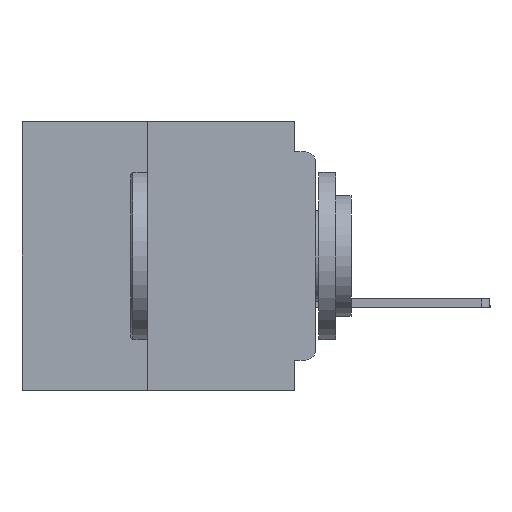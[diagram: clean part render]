
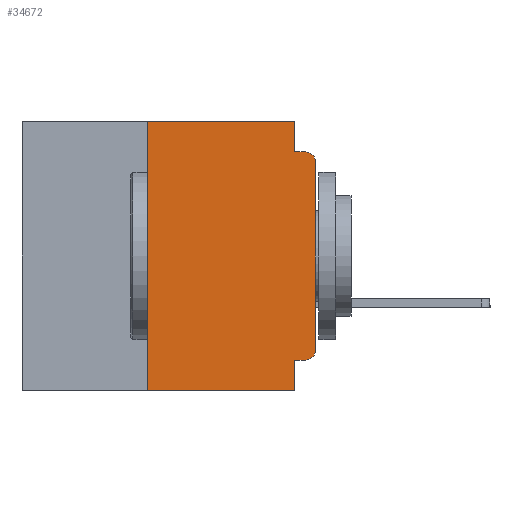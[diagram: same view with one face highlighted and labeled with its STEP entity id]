
A CAD part, left-side view. The second image highlights one B-rep face of the part: STEP entity #34672.
In plain terms, the highlighted planar face has unit normal (-1, 0, 0).
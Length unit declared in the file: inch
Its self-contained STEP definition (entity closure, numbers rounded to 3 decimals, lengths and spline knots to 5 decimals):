
#721 = ORIENTED_EDGE ( 'NONE', *, *, #2332, .T. ) ;
#1061 = AXIS2_PLACEMENT_3D ( 'NONE', #13905, #7192, #30595 ) ;
#1754 = EDGE_CURVE ( 'NONE', #28823, #37549, #29116, .T. ) ;
#2332 = EDGE_CURVE ( 'NONE', #12174, #13980, #15019, .T. ) ;
#2377 = CARTESIAN_POINT ( 'NONE',  ( 0., 0.031, 0. ) ) ;
#2686 = EDGE_LOOP ( 'NONE', ( #37834, #721, #25731, #17504, #42892, #10818, #43226, #42424, #21949, #29702 ) ) ;
#2967 = VECTOR ( 'NONE', #29268, 39.37008 ) ;
#3817 = VERTEX_POINT ( 'NONE', #33719 ) ;
#4830 = EDGE_CURVE ( 'NONE', #36410, #37549, #36017, .T. ) ;
#4837 = VECTOR ( 'NONE', #16303, 39.37008 ) ;
#6489 = EDGE_CURVE ( 'NONE', #15757, #19453, #7224, .T. ) ;
#7192 = DIRECTION ( 'NONE',  ( 1., 0., 0. ) ) ;
#7224 = CIRCLE ( 'NONE', #15381, 0.015 ) ;
#7293 = DIRECTION ( 'NONE',  ( 0., 0., 1. ) ) ;
#7342 = LINE ( 'NONE', #41009, #17476 ) ;
#10668 = LINE ( 'NONE', #40576, #37196 ) ;
#10818 = ORIENTED_EDGE ( 'NONE', *, *, #29562, .F. ) ;
#11184 = CARTESIAN_POINT ( 'NONE',  ( 0., 0., -0.06 ) ) ;
#12174 = VERTEX_POINT ( 'NONE', #11184 ) ;
#12894 = CARTESIAN_POINT ( 'NONE',  ( 0., 0., -0.355 ) ) ;
#13128 = LINE ( 'NONE', #2377, #2967 ) ;
#13475 = CARTESIAN_POINT ( 'NONE',  ( 0., 0.25, -0.4 ) ) ;
#13905 = CARTESIAN_POINT ( 'NONE',  ( 0., 0.437, 0. ) ) ;
#13980 = VERTEX_POINT ( 'NONE', #41097 ) ;
#14289 = FACE_OUTER_BOUND ( 'NONE', #2686, .T. ) ;
#14479 = VERTEX_POINT ( 'NONE', #17872 ) ;
#14808 = DIRECTION ( 'NONE',  ( -1., 0., 0. ) ) ;
#14995 = LINE ( 'NONE', #12894, #4837 ) ;
#15019 = CIRCLE ( 'NONE', #22553, 0.015 ) ;
#15123 = EDGE_CURVE ( 'NONE', #22261, #3817, #7342, .T. ) ;
#15381 = AXIS2_PLACEMENT_3D ( 'NONE', #34648, #14808, #37945 ) ;
#15510 = CARTESIAN_POINT ( 'NONE',  ( 0., 0.031, -0.4 ) ) ;
#15757 = VERTEX_POINT ( 'NONE', #28202 ) ;
#16303 = DIRECTION ( 'NONE',  ( 0., 1., 0. ) ) ;
#17476 = VECTOR ( 'NONE', #21329, 39.37008 ) ;
#17504 = ORIENTED_EDGE ( 'NONE', *, *, #35548, .F. ) ;
#17872 = CARTESIAN_POINT ( 'NONE',  ( 0., 0.031, -0.045 ) ) ;
#18475 = VECTOR ( 'NONE', #42790, 39.37008 ) ;
#19453 = VERTEX_POINT ( 'NONE', #28876 ) ;
#20320 = EDGE_CURVE ( 'NONE', #14479, #13980, #10668, .T. ) ;
#20329 = VECTOR ( 'NONE', #25747, 39.37008 ) ;
#20893 = DIRECTION ( 'NONE',  ( 0., -1., 0. ) ) ;
#21152 = DIRECTION ( 'NONE',  ( 0., 0., 1. ) ) ;
#21329 = DIRECTION ( 'NONE',  ( 0., -1., 0. ) ) ;
#21949 = ORIENTED_EDGE ( 'NONE', *, *, #28734, .F. ) ;
#22261 = VERTEX_POINT ( 'NONE', #27816 ) ;
#22553 = AXIS2_PLACEMENT_3D ( 'NONE', #23401, #22746, #22643 ) ;
#22643 = DIRECTION ( 'NONE',  ( 0., 0., -1. ) ) ;
#22746 = DIRECTION ( 'NONE',  ( -1., 0., 0. ) ) ;
#23401 = CARTESIAN_POINT ( 'NONE',  ( 0., 0.015, -0.06 ) ) ;
#24106 = CARTESIAN_POINT ( 'NONE',  ( 0., 0.25, -0.4 ) ) ;
#24164 = CARTESIAN_POINT ( 'NONE',  ( 0., 0.437, -0.4 ) ) ;
#25731 = ORIENTED_EDGE ( 'NONE', *, *, #20320, .F. ) ;
#25747 = DIRECTION ( 'NONE',  ( 0., -1., 0. ) ) ;
#27816 = CARTESIAN_POINT ( 'NONE',  ( 0., 0.25, 0. ) ) ;
#28202 = CARTESIAN_POINT ( 'NONE',  ( 0., 0.015, -0.355 ) ) ;
#28734 = EDGE_CURVE ( 'NONE', #15757, #36410, #14995, .T. ) ;
#28823 = VERTEX_POINT ( 'NONE', #13475 ) ;
#28876 = CARTESIAN_POINT ( 'NONE',  ( 0., 0., -0.34 ) ) ;
#29116 = LINE ( 'NONE', #24164, #20329 ) ;
#29268 = DIRECTION ( 'NONE',  ( 0., 0., -1. ) ) ;
#29454 = VECTOR ( 'NONE', #7293, 39.37008 ) ;
#29562 = EDGE_CURVE ( 'NONE', #28823, #22261, #40242, .T. ) ;
#29669 = LINE ( 'NONE', #34368, #36349 ) ;
#29702 = ORIENTED_EDGE ( 'NONE', *, *, #6489, .T. ) ;
#30595 = DIRECTION ( 'NONE',  ( 0., 0., -1. ) ) ;
#33719 = CARTESIAN_POINT ( 'NONE',  ( 0., 0.031, 0. ) ) ;
#34368 = CARTESIAN_POINT ( 'NONE',  ( 0., 0., 0. ) ) ;
#34648 = CARTESIAN_POINT ( 'NONE',  ( 0., 0.015, -0.34 ) ) ;
#34672 = ADVANCED_FACE ( 'NONE', ( #14289 ), #37082, .F. ) ;
#35548 = EDGE_CURVE ( 'NONE', #3817, #14479, #13128, .T. ) ;
#35559 = CARTESIAN_POINT ( 'NONE',  ( 0., 0.031, -0.355 ) ) ;
#36017 = LINE ( 'NONE', #38071, #18475 ) ;
#36349 = VECTOR ( 'NONE', #21152, 39.37008 ) ;
#36410 = VERTEX_POINT ( 'NONE', #35559 ) ;
#36821 = EDGE_CURVE ( 'NONE', #19453, #12174, #29669, .T. ) ;
#37082 = PLANE ( 'NONE',  #1061 ) ;
#37196 = VECTOR ( 'NONE', #20893, 39.37008 ) ;
#37549 = VERTEX_POINT ( 'NONE', #15510 ) ;
#37834 = ORIENTED_EDGE ( 'NONE', *, *, #36821, .T. ) ;
#37945 = DIRECTION ( 'NONE',  ( 0., 0., -1. ) ) ;
#38071 = CARTESIAN_POINT ( 'NONE',  ( 0., 0.031, -0.4 ) ) ;
#40242 = LINE ( 'NONE', #24106, #29454 ) ;
#40576 = CARTESIAN_POINT ( 'NONE',  ( 0., 0., -0.045 ) ) ;
#41009 = CARTESIAN_POINT ( 'NONE',  ( 0., 0.437, 0. ) ) ;
#41097 = CARTESIAN_POINT ( 'NONE',  ( 0., 0.015, -0.045 ) ) ;
#42424 = ORIENTED_EDGE ( 'NONE', *, *, #4830, .F. ) ;
#42790 = DIRECTION ( 'NONE',  ( 0., 0., -1. ) ) ;
#42892 = ORIENTED_EDGE ( 'NONE', *, *, #15123, .F. ) ;
#43226 = ORIENTED_EDGE ( 'NONE', *, *, #1754, .T. ) ;
